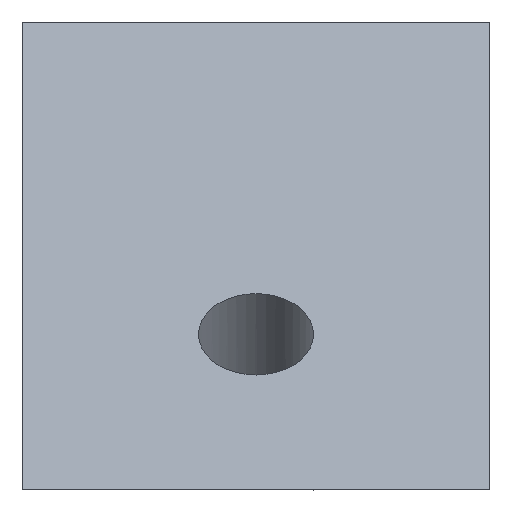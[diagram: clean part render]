
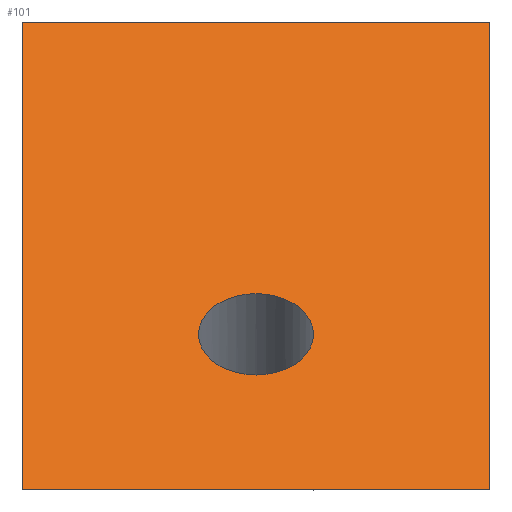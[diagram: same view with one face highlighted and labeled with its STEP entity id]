
A CAD part, front view. The second image highlights one B-rep face of the part: STEP entity #101.
In plain terms, the highlighted planar face has unit normal (0, -0.707, 0.707).
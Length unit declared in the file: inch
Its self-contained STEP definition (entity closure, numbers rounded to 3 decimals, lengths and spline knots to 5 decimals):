
#15=LINE('',#152,#24);
#16=LINE('',#154,#25);
#17=LINE('',#156,#26);
#18=LINE('',#157,#27);
#24=VECTOR('',#126,0.45255);
#25=VECTOR('',#127,0.32);
#26=VECTOR('',#128,0.45255);
#27=VECTOR('',#129,0.32);
#33=PLANE('',#111);
#39=FACE_BOUND('',#51,.T.);
#41=CIRCLE('',#110,0.03937);
#43=FACE_OUTER_BOUND('',#50,.T.);
#50=EDGE_LOOP('',(#79,#80,#81,#82));
#51=EDGE_LOOP('',(#83));
#59=VERTEX_POINT('',#147);
#60=VERTEX_POINT('',#150);
#61=VERTEX_POINT('',#151);
#62=VERTEX_POINT('',#153);
#63=VERTEX_POINT('',#155);
#67=EDGE_CURVE('',#59,#59,#41,.T.);
#68=EDGE_CURVE('',#60,#61,#15,.T.);
#69=EDGE_CURVE('',#61,#62,#16,.T.);
#70=EDGE_CURVE('',#62,#63,#17,.T.);
#71=EDGE_CURVE('',#60,#63,#18,.T.);
#79=ORIENTED_EDGE('',*,*,#68,.T.);
#80=ORIENTED_EDGE('',*,*,#69,.T.);
#81=ORIENTED_EDGE('',*,*,#70,.T.);
#82=ORIENTED_EDGE('',*,*,#71,.F.);
#83=ORIENTED_EDGE('',*,*,#67,.T.);
#101=ADVANCED_FACE('',(#43,#39),#33,.T.);
#110=AXIS2_PLACEMENT_3D('',#148,#122,#123);
#111=AXIS2_PLACEMENT_3D('',#149,#124,#125);
#122=DIRECTION('center_axis',(0.,0.707,-0.707));
#123=DIRECTION('ref_axis',(1.,0.,0.));
#124=DIRECTION('center_axis',(0.,-0.707,0.707));
#125=DIRECTION('ref_axis',(1.,0.,0.));
#126=DIRECTION('',(0.,0.707,0.707));
#127=DIRECTION('',(-1.,0.,0.));
#128=DIRECTION('',(0.,-0.707,-0.707));
#129=DIRECTION('',(-1.,0.,0.));
#147=CARTESIAN_POINT('',(-0.96681,0.10645,0.10645));
#148=CARTESIAN_POINT('Origin',(-1.00618,0.10645,0.10645));
#149=CARTESIAN_POINT('Origin',(-1.08618,0.16,0.16));
#150=CARTESIAN_POINT('',(-0.84618,0.,0.));
#151=CARTESIAN_POINT('',(-0.84618,0.32,0.32));
#152=CARTESIAN_POINT('',(-0.84618,0.08,0.08));
#153=CARTESIAN_POINT('',(-1.16618,0.32,0.32));
#154=CARTESIAN_POINT('',(-1.16618,0.32,0.32));
#155=CARTESIAN_POINT('',(-1.16618,0.,0.));
#156=CARTESIAN_POINT('',(-1.16618,0.16,0.16));
#157=CARTESIAN_POINT('',(-0.84618,0.,0.));
